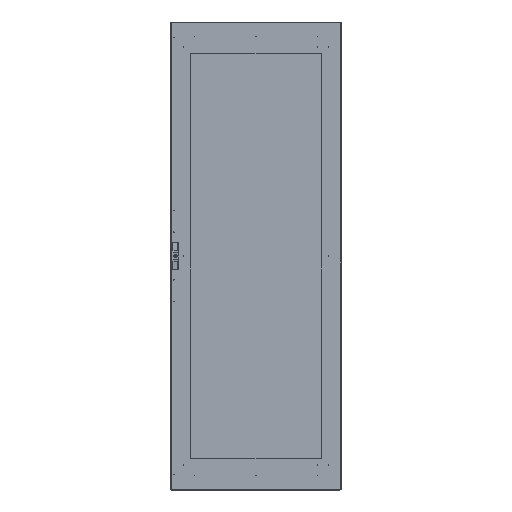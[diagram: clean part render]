
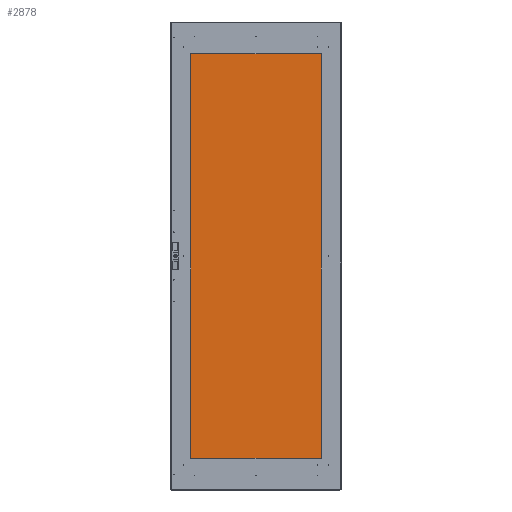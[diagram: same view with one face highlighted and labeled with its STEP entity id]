
A CAD part, top view. The second image highlights one B-rep face of the part: STEP entity #2878.
In plain terms, the highlighted planar face has unit normal (0, 0, 1).
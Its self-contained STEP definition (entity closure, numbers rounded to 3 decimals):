
#1909 = CARTESIAN_POINT ( 'NONE',  ( 323.5, -965., 4. ) ) ;
#2878 = ADVANCED_FACE ( 'NONE', ( #31353 ), #8878, .T. ) ;
#5959 = VECTOR ( 'NONE', #18999, 1000. ) ;
#8681 = EDGE_CURVE ( 'NONE', #30632, #11696, #37366, .T. ) ;
#8878 = PLANE ( 'NONE',  #38070 ) ;
#9719 = CARTESIAN_POINT ( 'NONE',  ( -323.5, 965., 4. ) ) ;
#10955 = DIRECTION ( 'NONE',  ( 0., 1., 0. ) ) ;
#11245 = VECTOR ( 'NONE', #41457, 1000. ) ;
#11696 = VERTEX_POINT ( 'NONE', #9719 ) ;
#12796 = CARTESIAN_POINT ( 'NONE',  ( 323.5, 965., 4. ) ) ;
#13320 = LINE ( 'NONE', #19535, #38968 ) ;
#13575 = VERTEX_POINT ( 'NONE', #1909 ) ;
#15368 = CARTESIAN_POINT ( 'NONE',  ( -324.5, 965., 4. ) ) ;
#15446 = VERTEX_POINT ( 'NONE', #18778 ) ;
#15750 = DIRECTION ( 'NONE',  ( 1., 0., 0. ) ) ;
#17322 = ORIENTED_EDGE ( 'NONE', *, *, #47064, .T. ) ;
#17570 = LINE ( 'NONE', #18626, #40354 ) ;
#18626 = CARTESIAN_POINT ( 'NONE',  ( 323.5, 966., 4. ) ) ;
#18778 = CARTESIAN_POINT ( 'NONE',  ( -323.5, -965., 4. ) ) ;
#18999 = DIRECTION ( 'NONE',  ( -1., 0., 0. ) ) ;
#19535 = CARTESIAN_POINT ( 'NONE',  ( 324.5, -965., 4. ) ) ;
#26773 = EDGE_LOOP ( 'NONE', ( #17322, #40589, #35776, #35228 ) ) ;
#29544 = EDGE_CURVE ( 'NONE', #13575, #30632, #17570, .T. ) ;
#30632 = VERTEX_POINT ( 'NONE', #12796 ) ;
#30903 = CARTESIAN_POINT ( 'NONE',  ( 0., 0., 4. ) ) ;
#31114 = CARTESIAN_POINT ( 'NONE',  ( -323.5, -966., 4. ) ) ;
#31353 = FACE_OUTER_BOUND ( 'NONE', #26773, .T. ) ;
#32321 = LINE ( 'NONE', #31114, #11245 ) ;
#34378 = DIRECTION ( 'NONE',  ( 0., 0., 1. ) ) ;
#34423 = EDGE_CURVE ( 'NONE', #11696, #15446, #32321, .T. ) ;
#34821 = DIRECTION ( 'NONE',  ( 1., 0., 0. ) ) ;
#35228 = ORIENTED_EDGE ( 'NONE', *, *, #34423, .T. ) ;
#35776 = ORIENTED_EDGE ( 'NONE', *, *, #8681, .T. ) ;
#37366 = LINE ( 'NONE', #15368, #5959 ) ;
#38070 = AXIS2_PLACEMENT_3D ( 'NONE', #30903, #34378, #15750 ) ;
#38968 = VECTOR ( 'NONE', #34821, 1000. ) ;
#40354 = VECTOR ( 'NONE', #10955, 1000. ) ;
#40589 = ORIENTED_EDGE ( 'NONE', *, *, #29544, .T. ) ;
#41457 = DIRECTION ( 'NONE',  ( 0., -1., 0. ) ) ;
#47064 = EDGE_CURVE ( 'NONE', #15446, #13575, #13320, .T. ) ;
